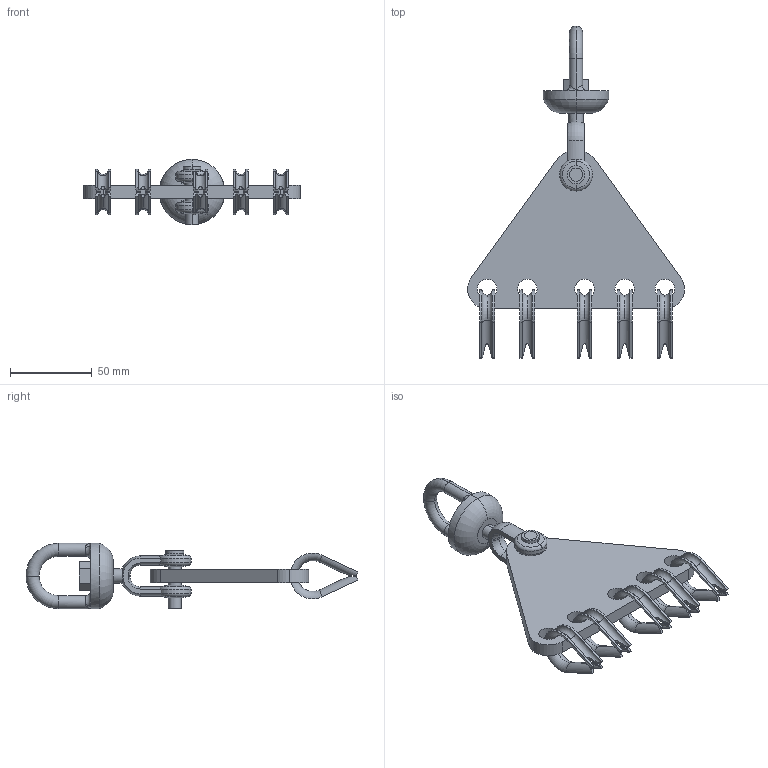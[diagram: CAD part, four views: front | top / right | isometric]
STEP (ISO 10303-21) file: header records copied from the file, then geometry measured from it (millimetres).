
FILE_DESCRIPTION (( 'STEP AP203' ), '1' );
FILE_NAME ('T41500.STEP', '2018-07-23T14:45:48', ( '' ), ( '' ), 'SwSTEP 2.0', 'SolidWorks 2016', '' );
FILE_SCHEMA (( 'CONFIG_CONTROL_DESIGN' ));
Length unit declared in the file: millimetre
Products named in the file (4): T38800; S1235; TH1042; T41500
Assembly tree (7 placements, depth 2):
  T41500
    TH1042
    T38800  x5
    S1235
Bounding box: 132.76 x 203.17 x 40 mm (x, y, z)
Volume: 96538.4 mm3; surface area: 42805.6 mm2
Topology: 10 solids, 10 shells, 250 faces, 611 edges, 377 vertices
Faces by surface type: plane 105, cylinder 88, torus 43, cone 10, bspline 4
Entity records: 4736 total; most frequent: CARTESIAN_POINT 1127, DIRECTION 705, ORIENTED_EDGE 622, EDGE_CURVE 311, AXIS2_PLACEMENT_3D 294, VERTEX_POINT 193, CIRCLE 158, EDGE_LOOP 144
